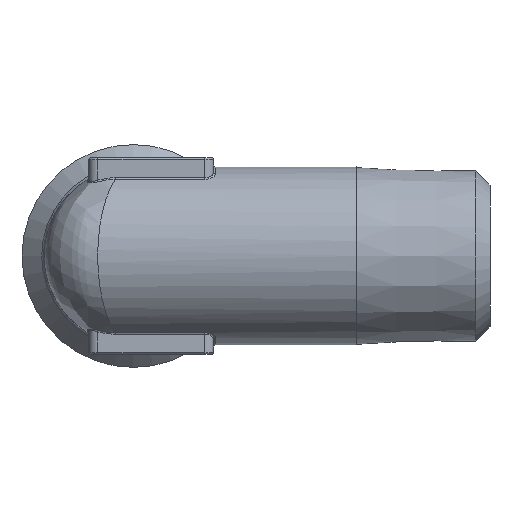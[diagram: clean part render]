
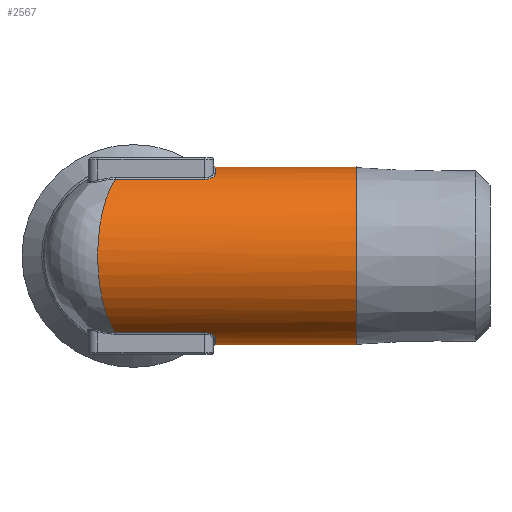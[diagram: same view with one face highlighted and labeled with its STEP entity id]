
A CAD part, left-side view. The second image highlights one B-rep face of the part: STEP entity #2567.
In plain terms, the highlighted cylindrical face has radius 5 mm (diameter 10 mm), a full revolution.
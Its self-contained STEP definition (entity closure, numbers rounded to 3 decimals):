
#56=B_SPLINE_CURVE_WITH_KNOTS('',3,(#3693,#3694,#3695,#3696),
 .UNSPECIFIED.,.F.,.F.,(4,4),(0.,1.),.UNSPECIFIED.);
#60=B_SPLINE_CURVE_WITH_KNOTS('',3,(#3765,#3766,#3767,#3768),
 .UNSPECIFIED.,.F.,.F.,(4,4),(0.,1.),.UNSPECIFIED.);
#64=B_SPLINE_CURVE_WITH_KNOTS('',3,(#3824,#3825,#3826,#3827),
 .UNSPECIFIED.,.F.,.F.,(4,4),(0.,0.),.UNSPECIFIED.);
#79=B_SPLINE_CURVE_WITH_KNOTS('',3,(#4094,#4095,#4096,#4097),
 .UNSPECIFIED.,.F.,.F.,(4,4),(0.,1.),.UNSPECIFIED.);
#82=B_SPLINE_CURVE_WITH_KNOTS('',3,(#4129,#4130,#4131,#4132),
 .UNSPECIFIED.,.F.,.F.,(4,4),(0.,0.),.UNSPECIFIED.);
#84=B_SPLINE_CURVE_WITH_KNOTS('',3,(#4171,#4172,#4173,#4174),
 .UNSPECIFIED.,.F.,.F.,(4,4),(0.,1.),.UNSPECIFIED.);
#85=B_SPLINE_CURVE_WITH_KNOTS('',3,(#4229,#4230,#4231,#4232,#4233,#4234,
#4235,#4236,#4237,#4238,#4239,#4240,#4241,#4242,#4243,#4244,#4245,#4246,
#4247,#4248,#4249,#4250,#4251),.UNSPECIFIED.,.F.,.F.,(4,1,1,1,1,1,1,1,1,
1,1,1,1,1,1,1,1,1,1,1,4),(0.,0.063,0.094,0.125,0.156,0.188,0.25,0.313,
0.375,0.438,0.5,0.563,0.625,0.688,0.75,0.813,0.844,0.875,0.906,
0.938,1.),.UNSPECIFIED.);
#87=B_SPLINE_CURVE_WITH_KNOTS('',3,(#4403,#4404,#4405,#4406,#4407,#4408,
#4409,#4410,#4411,#4412,#4413,#4414,#4415,#4416,#4417,#4418,#4419,#4420,
#4421,#4422,#4423,#4424,#4425),.UNSPECIFIED.,.F.,.F.,(4,1,1,1,1,1,1,1,1,
1,1,1,1,1,1,1,1,1,1,1,4),(0.,0.063,0.094,0.125,0.156,0.188,0.25,0.313,
0.375,0.438,0.5,0.563,0.625,0.688,0.75,0.813,0.844,0.875,0.906,
0.938,1.),.UNSPECIFIED.);
#168=LINE('',#3630,#232);
#172=LINE('',#3803,#236);
#177=LINE('',#4042,#241);
#180=LINE('',#4144,#244);
#232=VECTOR('',#3043,1000.);
#236=VECTOR('',#3073,1000.);
#241=VECTOR('',#3112,1000.);
#244=VECTOR('',#3133,1000.);
#302=CYLINDRICAL_SURFACE('',#2765,5.);
#705=ORIENTED_EDGE('',*,*,#842,.T.);
#706=ORIENTED_EDGE('',*,*,#949,.T.);
#707=ORIENTED_EDGE('',*,*,#943,.T.);
#708=ORIENTED_EDGE('',*,*,#937,.T.);
#709=ORIENTED_EDGE('',*,*,#1038,.T.);
#710=ORIENTED_EDGE('',*,*,#993,.T.);
#711=ORIENTED_EDGE('',*,*,#999,.T.);
#712=ORIENTED_EDGE('',*,*,#1005,.T.);
#713=ORIENTED_EDGE('',*,*,#1011,.T.);
#714=ORIENTED_EDGE('',*,*,#1009,.T.);
#715=ORIENTED_EDGE('',*,*,#1003,.T.);
#716=ORIENTED_EDGE('',*,*,#1012,.T.);
#717=ORIENTED_EDGE('',*,*,#963,.T.);
#718=ORIENTED_EDGE('',*,*,#961,.T.);
#719=ORIENTED_EDGE('',*,*,#955,.T.);
#842=EDGE_CURVE('',#1102,#1102,#1277,.T.);
#937=EDGE_CURVE('',#1166,#1162,#168,.T.);
#943=EDGE_CURVE('',#1170,#1166,#56,.T.);
#949=EDGE_CURVE('',#1174,#1170,#1342,.T.);
#955=EDGE_CURVE('',#1178,#1174,#60,.T.);
#961=EDGE_CURVE('',#1182,#1178,#172,.T.);
#963=EDGE_CURVE('',#1181,#1182,#64,.T.);
#993=EDGE_CURVE('',#1201,#1205,#177,.T.);
#999=EDGE_CURVE('',#1205,#1209,#79,.T.);
#1003=EDGE_CURVE('',#1210,#1206,#82,.T.);
#1005=EDGE_CURVE('',#1209,#1213,#1364,.T.);
#1009=EDGE_CURVE('',#1214,#1210,#180,.T.);
#1011=EDGE_CURVE('',#1213,#1214,#84,.T.);
#1012=EDGE_CURVE('',#1206,#1181,#85,.T.);
#1038=EDGE_CURVE('',#1162,#1201,#87,.T.);
#1102=VERTEX_POINT('',#3334);
#1162=VERTEX_POINT('',#3609);
#1166=VERTEX_POINT('',#3627);
#1170=VERTEX_POINT('',#3683);
#1174=VERTEX_POINT('',#3705);
#1178=VERTEX_POINT('',#3755);
#1181=VERTEX_POINT('',#3789);
#1182=VERTEX_POINT('',#3800);
#1201=VERTEX_POINT('',#4002);
#1205=VERTEX_POINT('',#4041);
#1206=VERTEX_POINT('',#4063);
#1209=VERTEX_POINT('',#4093);
#1210=VERTEX_POINT('',#4123);
#1213=VERTEX_POINT('',#4136);
#1214=VERTEX_POINT('',#4141);
#1277=CIRCLE('',#2608,5.);
#1342=CIRCLE('',#2702,5.);
#1364=CIRCLE('',#2730,5.);
#1491=EDGE_LOOP('',(#705));
#1492=EDGE_LOOP('',(#706,#707,#708,#709,#710,#711,#712,#713,#714,#715,#716,
#717,#718,#719));
#1630=FACE_BOUND('',#1491,.T.);
#1631=FACE_BOUND('',#1492,.T.);
#2567=ADVANCED_FACE('',(#1630,#1631),#302,.T.);
#2608=AXIS2_PLACEMENT_3D('',#3333,#2842,#2843);
#2702=AXIS2_PLACEMENT_3D('',#3708,#3060,#3061);
#2730=AXIS2_PLACEMENT_3D('',#4137,#3124,#3125);
#2765=AXIS2_PLACEMENT_3D('',#4457,#3220,#3221);
#2842=DIRECTION('',(0.,1.,0.));
#2843=DIRECTION('',(-1.,0.,0.));
#3043=DIRECTION('',(0.,1.,0.));
#3060=DIRECTION('',(0.,-1.,0.));
#3061=DIRECTION('',(-1.,0.,0.));
#3073=DIRECTION('',(0.,-1.,0.));
#3112=DIRECTION('',(0.,-1.,0.));
#3124=DIRECTION('',(0.,-1.,0.));
#3125=DIRECTION('',(-1.,0.,0.));
#3133=DIRECTION('',(0.,1.,0.));
#3220=DIRECTION('',(0.,-1.,0.));
#3221=DIRECTION('',(0.,0.,-1.));
#3333=CARTESIAN_POINT('',(0.,-12.5,0.));
#3334=CARTESIAN_POINT('',(-5.,-12.5,0.));
#3609=CARTESIAN_POINT('',(-2.549,1.02,4.301));
#3627=CARTESIAN_POINT('',(-2.549,-4.,4.301));
#3630=CARTESIAN_POINT('',(-2.549,14.142,4.301));
#3683=CARTESIAN_POINT('',(-1.961,-4.6,4.599));
#3693=CARTESIAN_POINT('',(-1.961,-4.6,4.599));
#3694=CARTESIAN_POINT('',(-2.267,-4.6,4.469));
#3695=CARTESIAN_POINT('',(-2.549,-4.332,4.302));
#3696=CARTESIAN_POINT('',(-2.549,-4.,4.301));
#3705=CARTESIAN_POINT('',(1.961,-4.6,4.599));
#3708=CARTESIAN_POINT('',(0.,-4.6,0.));
#3755=CARTESIAN_POINT('',(2.549,-4.,4.301));
#3765=CARTESIAN_POINT('',(2.549,-4.,4.301));
#3766=CARTESIAN_POINT('',(2.549,-4.326,4.302));
#3767=CARTESIAN_POINT('',(2.266,-4.6,4.469));
#3768=CARTESIAN_POINT('',(1.961,-4.6,4.599));
#3789=CARTESIAN_POINT('',(2.582,-2.84,4.282));
#3800=CARTESIAN_POINT('',(2.549,-3.,4.301));
#3803=CARTESIAN_POINT('',(2.549,14.142,4.301));
#3824=CARTESIAN_POINT('',(2.582,-2.84,4.282));
#3825=CARTESIAN_POINT('',(2.56,-2.89,4.295));
#3826=CARTESIAN_POINT('',(2.549,-2.944,4.301));
#3827=CARTESIAN_POINT('',(2.549,-3.,4.301));
#4002=CARTESIAN_POINT('',(-2.549,1.02,-4.301));
#4041=CARTESIAN_POINT('',(-2.549,-4.,-4.301));
#4042=CARTESIAN_POINT('',(-2.549,14.142,-4.301));
#4063=CARTESIAN_POINT('',(2.582,-2.84,-4.282));
#4093=CARTESIAN_POINT('',(-1.961,-4.6,-4.599));
#4094=CARTESIAN_POINT('',(-2.549,-4.,-4.301));
#4095=CARTESIAN_POINT('',(-2.549,-4.326,-4.302));
#4096=CARTESIAN_POINT('',(-2.266,-4.6,-4.469));
#4097=CARTESIAN_POINT('',(-1.961,-4.6,-4.599));
#4123=CARTESIAN_POINT('',(2.549,-3.,-4.301));
#4129=CARTESIAN_POINT('',(2.549,-3.,-4.301));
#4130=CARTESIAN_POINT('',(2.549,-2.944,-4.301));
#4131=CARTESIAN_POINT('',(2.56,-2.89,-4.295));
#4132=CARTESIAN_POINT('',(2.582,-2.84,-4.282));
#4136=CARTESIAN_POINT('',(1.961,-4.6,-4.599));
#4137=CARTESIAN_POINT('',(0.,-4.6,0.));
#4141=CARTESIAN_POINT('',(2.549,-4.,-4.301));
#4144=CARTESIAN_POINT('',(2.549,14.142,-4.301));
#4171=CARTESIAN_POINT('',(1.961,-4.6,-4.599));
#4172=CARTESIAN_POINT('',(2.267,-4.6,-4.469));
#4173=CARTESIAN_POINT('',(2.549,-4.332,-4.302));
#4174=CARTESIAN_POINT('',(2.549,-4.,-4.301));
#4229=CARTESIAN_POINT('',(2.582,-2.84,-4.282));
#4230=CARTESIAN_POINT('',(2.752,-3.027,-4.179));
#4231=CARTESIAN_POINT('',(2.99,-3.288,-4.016));
#4232=CARTESIAN_POINT('',(3.283,-3.611,-3.774));
#4233=CARTESIAN_POINT('',(3.47,-3.817,-3.604));
#4234=CARTESIAN_POINT('',(3.708,-4.079,-3.36));
#4235=CARTESIAN_POINT('',(3.979,-4.376,-3.039));
#4236=CARTESIAN_POINT('',(4.263,-4.689,-2.641));
#4237=CARTESIAN_POINT('',(4.596,-5.056,-2.007));
#4238=CARTESIAN_POINT('',(4.815,-5.297,-1.401));
#4239=CARTESIAN_POINT('',(4.969,-5.466,-0.695));
#4240=CARTESIAN_POINT('',(5.015,-5.517,0.));
#4241=CARTESIAN_POINT('',(4.969,-5.466,0.695));
#4242=CARTESIAN_POINT('',(4.815,-5.297,1.401));
#4243=CARTESIAN_POINT('',(4.596,-5.056,2.007));
#4244=CARTESIAN_POINT('',(4.263,-4.689,2.641));
#4245=CARTESIAN_POINT('',(3.979,-4.376,3.039));
#4246=CARTESIAN_POINT('',(3.708,-4.079,3.36));
#4247=CARTESIAN_POINT('',(3.47,-3.817,3.604));
#4248=CARTESIAN_POINT('',(3.283,-3.611,3.774));
#4249=CARTESIAN_POINT('',(2.99,-3.288,4.016));
#4250=CARTESIAN_POINT('',(2.752,-3.027,4.179));
#4251=CARTESIAN_POINT('',(2.582,-2.84,4.282));
#4403=CARTESIAN_POINT('',(-2.549,1.02,4.301));
#4404=CARTESIAN_POINT('',(-2.721,1.088,4.2));
#4405=CARTESIAN_POINT('',(-2.961,1.184,4.037));
#4406=CARTESIAN_POINT('',(-3.258,1.303,3.796));
#4407=CARTESIAN_POINT('',(-3.447,1.379,3.626));
#4408=CARTESIAN_POINT('',(-3.688,1.475,3.382));
#4409=CARTESIAN_POINT('',(-3.962,1.585,3.061));
#4410=CARTESIAN_POINT('',(-4.25,1.7,2.662));
#4411=CARTESIAN_POINT('',(-4.59,1.836,2.024));
#4412=CARTESIAN_POINT('',(-4.812,1.925,1.413));
#4413=CARTESIAN_POINT('',(-4.969,1.987,0.701));
#4414=CARTESIAN_POINT('',(-5.016,2.006,0.));
#4415=CARTESIAN_POINT('',(-4.969,1.987,-0.701));
#4416=CARTESIAN_POINT('',(-4.812,1.925,-1.413));
#4417=CARTESIAN_POINT('',(-4.59,1.836,-2.023));
#4418=CARTESIAN_POINT('',(-4.25,1.7,-2.662));
#4419=CARTESIAN_POINT('',(-3.962,1.585,-3.061));
#4420=CARTESIAN_POINT('',(-3.688,1.475,-3.382));
#4421=CARTESIAN_POINT('',(-3.447,1.379,-3.626));
#4422=CARTESIAN_POINT('',(-3.258,1.303,-3.796));
#4423=CARTESIAN_POINT('',(-2.961,1.184,-4.037));
#4424=CARTESIAN_POINT('',(-2.721,1.088,-4.2));
#4425=CARTESIAN_POINT('',(-2.549,1.02,-4.301));
#4457=CARTESIAN_POINT('',(0.,14.142,0.));
